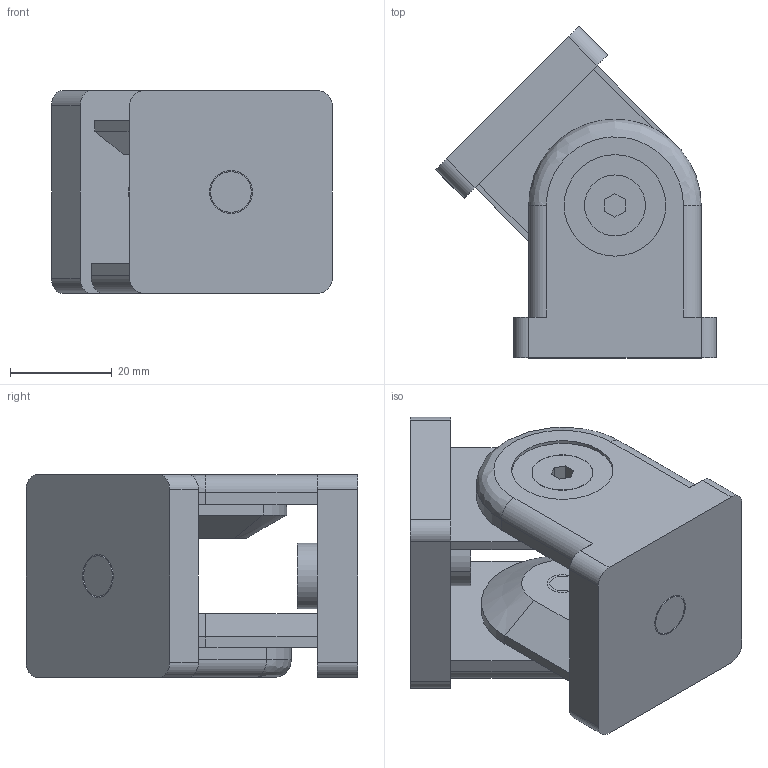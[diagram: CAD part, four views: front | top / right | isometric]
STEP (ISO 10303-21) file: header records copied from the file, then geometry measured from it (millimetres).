
FILE_DESCRIPTION (( 'STEP AP214' ), '1' );
FILE_NAME ('71282002', '2019-02-04T09:48:23', ( '' ), ('JUGARD+KÜNSTNER GmbH'), 'SwSTEP 2.0', 'SolidWorks 2017', '' );
FILE_SCHEMA (( 'AUTOMOTIVE_DESIGN' ));
Length unit declared in the file: millimetre
Products named in the file (3): 71282002_CNAJF00; Kopie von Gelenk-8_10 40_4^71282002; Kopie von Gelenk-8_10 40_3^71282002
Assembly tree (2 placements, depth 2):
  71282002_CNAJF00
    Kopie von Gelenk-8_10 40_3^71282002
    Kopie von Gelenk-8_10 40_4^71282002
Bounding box: 55.36 x 65.36 x 40 mm (x, y, z)
Volume: 51243.9 mm3; surface area: 20021.6 mm2
Topology: 2 solids, 2 shells, 119 faces, 283 edges, 186 vertices
Faces by surface type: plane 70, cylinder 44, cone 3, bspline 2
Entity records: 5092 total; most frequent: CARTESIAN_POINT 825, DIRECTION 617, ORIENTED_EDGE 566, EDGE_CURVE 283, AXIS2_PLACEMENT_3D 214, VECTOR 189, LINE 189, VERTEX_POINT 186
